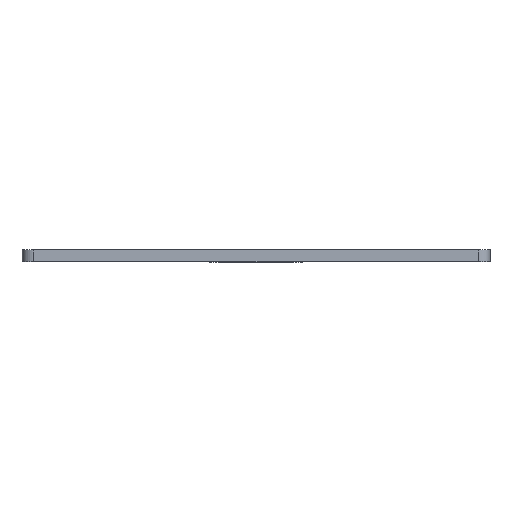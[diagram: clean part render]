
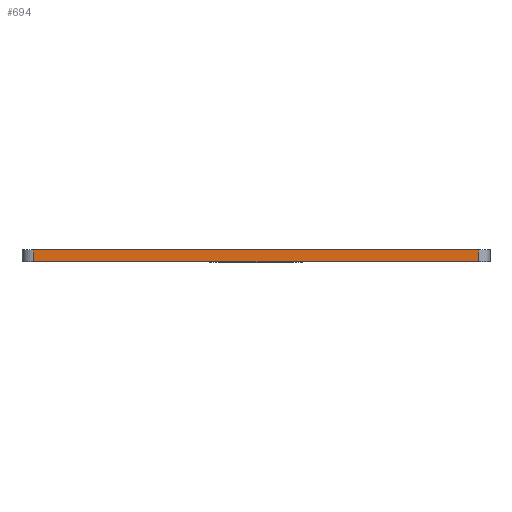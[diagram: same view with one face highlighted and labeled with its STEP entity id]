
A CAD part, top view. The second image highlights one B-rep face of the part: STEP entity #694.
In plain terms, the highlighted planar face has unit normal (0, 0, 1).
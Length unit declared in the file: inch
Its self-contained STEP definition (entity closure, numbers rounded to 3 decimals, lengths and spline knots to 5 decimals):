
#31 = DIRECTION ( 'NONE',  ( 0., 0., -1. ) ) ;
#34 = ORIENTED_EDGE ( 'NONE', *, *, #836, .T. ) ;
#101 = FACE_OUTER_BOUND ( 'NONE', #592, .T. ) ;
#118 = DIRECTION ( 'NONE',  ( 0., 1., 0. ) ) ;
#146 = CARTESIAN_POINT ( 'NONE',  ( 0., 0., 0. ) ) ;
#180 = ORIENTED_EDGE ( 'NONE', *, *, #221, .T. ) ;
#203 = DIRECTION ( 'NONE',  ( 1., 0., 0. ) ) ;
#217 = LINE ( 'NONE', #146, #818 ) ;
#221 = EDGE_CURVE ( 'NONE', #623, #729, #587, .T. ) ;
#276 = VERTEX_POINT ( 'NONE', #596 ) ;
#301 = DIRECTION ( 'NONE',  ( -1., 0., 0. ) ) ;
#302 = CARTESIAN_POINT ( 'NONE',  ( 0.125, 0., 0. ) ) ;
#303 = EDGE_CURVE ( 'NONE', #623, #276, #805, .T. ) ;
#304 = VERTEX_POINT ( 'NONE', #332 ) ;
#319 = CARTESIAN_POINT ( 'NONE',  ( 0.125, 0.125, 0. ) ) ;
#332 = CARTESIAN_POINT ( 'NONE',  ( 4.875, 0., 0. ) ) ;
#337 = VECTOR ( 'NONE', #118, 39.37008 ) ;
#368 = PLANE ( 'NONE',  #767 ) ;
#398 = CARTESIAN_POINT ( 'NONE',  ( 0.125, 0.125, 0. ) ) ;
#440 = LINE ( 'NONE', #706, #337 ) ;
#495 = ORIENTED_EDGE ( 'NONE', *, *, #594, .T. ) ;
#587 = LINE ( 'NONE', #319, #753 ) ;
#592 = EDGE_LOOP ( 'NONE', ( #495, #34, #775, #180 ) ) ;
#594 = EDGE_CURVE ( 'NONE', #729, #304, #217, .T. ) ;
#596 = CARTESIAN_POINT ( 'NONE',  ( 4.875, 0.125, 0. ) ) ;
#601 = CARTESIAN_POINT ( 'NONE',  ( 0., 0.125, 0. ) ) ;
#623 = VERTEX_POINT ( 'NONE', #398 ) ;
#628 = CARTESIAN_POINT ( 'NONE',  ( 0., 0.125, 0. ) ) ;
#649 = DIRECTION ( 'NONE',  ( 0., -1., 0. ) ) ;
#694 = ADVANCED_FACE ( 'NONE', ( #101 ), #368, .F. ) ;
#706 = CARTESIAN_POINT ( 'NONE',  ( 4.875, 0.125, 0. ) ) ;
#729 = VERTEX_POINT ( 'NONE', #302 ) ;
#734 = DIRECTION ( 'NONE',  ( 1., 0., 0. ) ) ;
#753 = VECTOR ( 'NONE', #649, 39.37008 ) ;
#767 = AXIS2_PLACEMENT_3D ( 'NONE', #628, #31, #301 ) ;
#775 = ORIENTED_EDGE ( 'NONE', *, *, #303, .F. ) ;
#805 = LINE ( 'NONE', #601, #842 ) ;
#818 = VECTOR ( 'NONE', #734, 39.37008 ) ;
#836 = EDGE_CURVE ( 'NONE', #304, #276, #440, .T. ) ;
#842 = VECTOR ( 'NONE', #203, 39.37008 ) ;
